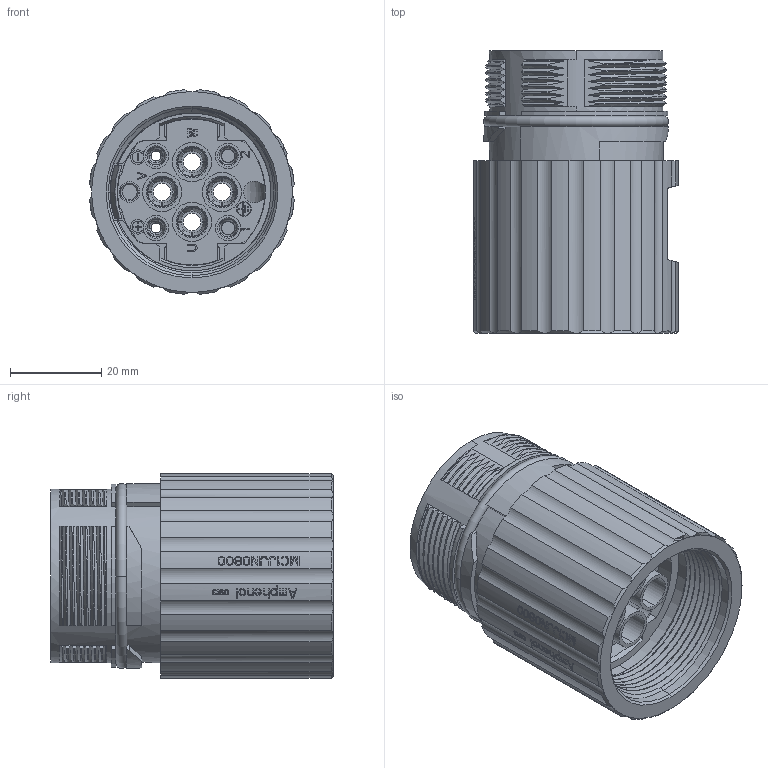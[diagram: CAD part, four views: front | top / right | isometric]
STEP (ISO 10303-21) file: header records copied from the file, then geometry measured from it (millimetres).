
FILE_DESCRIPTION((''),'2;1');
FILE_NAME('M0146','2015-11-25T',('tod.cheng'),(''),'PRO/ENGINEER BY PARAMETRIC TECHNOLOGY CORPORATION, 2012230','PRO/ENGINEER BY PARAMETRIC TECHNOLOGY CORPORATION, 2012230','');
FILE_SCHEMA(('CONFIG_CONTROL_DESIGN'));
Products named in the file (1): M0146
Bounding box: 44.89 x 62 x 44.89 mm (x, y, z)
Volume: 45014.5 mm3; surface area: 37175.5 mm2
Topology: 1 solids, 1 shells, 2500 faces, 6978 edges, 4571 vertices
Faces by surface type: plane 1539, cylinder 450, cone 279, bspline 160, torus 72
Entity records: 95051 total; most frequent: CARTESIAN_POINT 34243, ORIENTED_EDGE 13888, DIRECTION 11117, EDGE_CURVE 6944, VERTEX_POINT 4555, AXIS2_PLACEMENT_3D 3929, VECTOR 3259, LINE 3259
